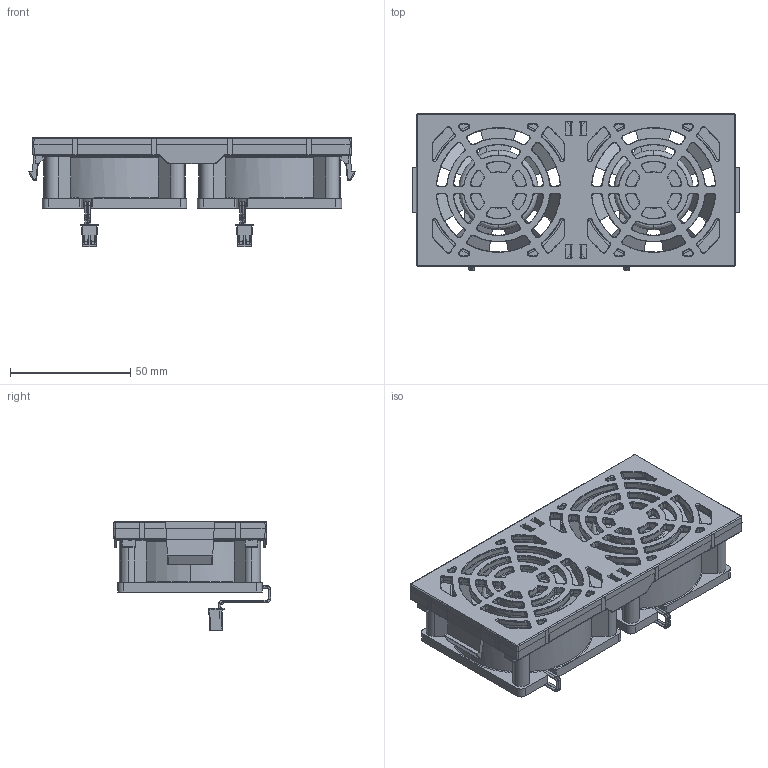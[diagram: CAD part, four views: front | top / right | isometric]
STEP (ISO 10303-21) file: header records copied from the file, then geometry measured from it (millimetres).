
FILE_DESCRIPTION (( 'STEP AP214' ), '1' );
FILE_NAME ('10003693872swa000 w ext Grill COMPLETE 1.STEP', '2021-07-14T16:34:26', ( '' ), ( '' ), 'SwSTEP 2.0', 'SolidWorks 2017', '' );
FILE_SCHEMA (( 'AUTOMOTIVE_DESIGN' ));
Length unit declared in the file: inch
Products named in the file (1): 10003693872swa000 w ext Grill COMPLETE 1
Bounding box: 135.95 x 65.5 x 45.64 mm (x, y, z)
Volume: 99831 mm3; surface area: 82559.8 mm2
Topology: 11 solids, 11 shells, 3519 faces, 9562 edges, 6071 vertices
Faces by surface type: bspline 1620, plane 1192, cylinder 659, cone 26, torus 22
Entity records: 169625 total; most frequent: CARTESIAN_POINT 81832, ORIENTED_EDGE 19116, DIRECTION 11157, EDGE_CURVE 9558, VERTEX_POINT 6071, LINE 4305, VECTOR 4305, EDGE_LOOP 3709
